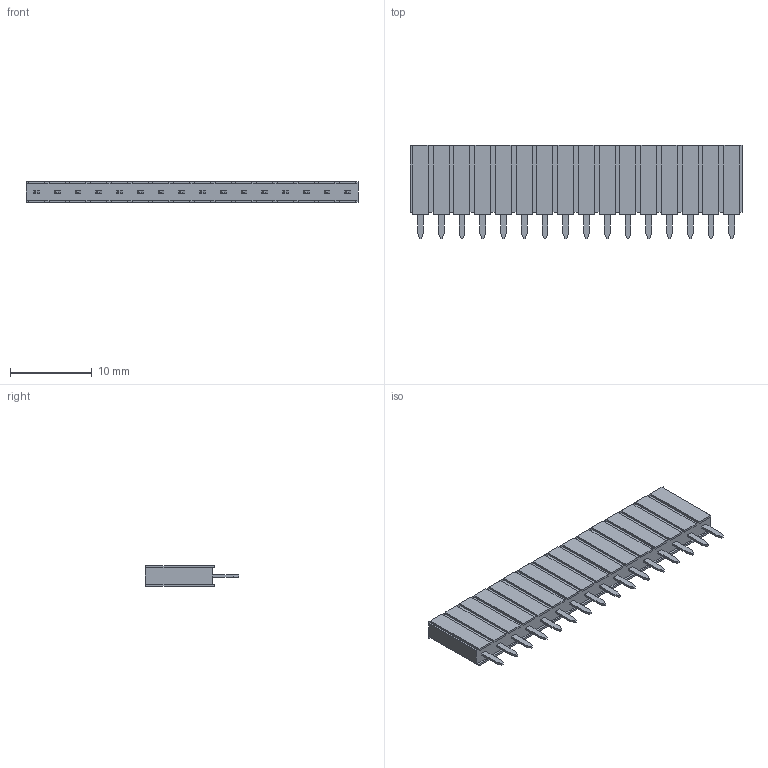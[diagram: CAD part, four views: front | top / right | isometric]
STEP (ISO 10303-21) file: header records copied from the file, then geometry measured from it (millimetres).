
FILE_DESCRIPTION(/* description */ (''),/* implementation_level */ '2;1');
FILE_NAME(/* name */ 'FHU-1x16.step',/* time_stamp */ '2022-02-09T09:33:01+09:00',/* author */ (''),/* organization */ (''),/* preprocessor_version */ 'ST-DEVELOPER v18.1',/* originating_system */ 'Autodesk Translation Framework v10.13.0.1454',/* authorisation */ '');
FILE_SCHEMA (('AUTOMOTIVE_DESIGN { 1 0 10303 214 3 1 1 }'));
Length unit declared in the file: millimetre
Products named in the file (1): FHUシリーズ
Bounding box: 40.64 x 11.5 x 2.5 mm (x, y, z)
Volume: 699.2 mm3; surface area: 1614.1 mm2
Topology: 17 solids, 17 shells, 570 faces, 1432 edges, 912 vertices
Faces by surface type: plane 570
Entity records: 16543 total; most frequent: CARTESIAN_POINT 2915, ORIENTED_EDGE 2864, DIRECTION 2574, LINE 1432, VECTOR 1432, EDGE_CURVE 1432, VERTEX_POINT 912, EDGE_LOOP 586
